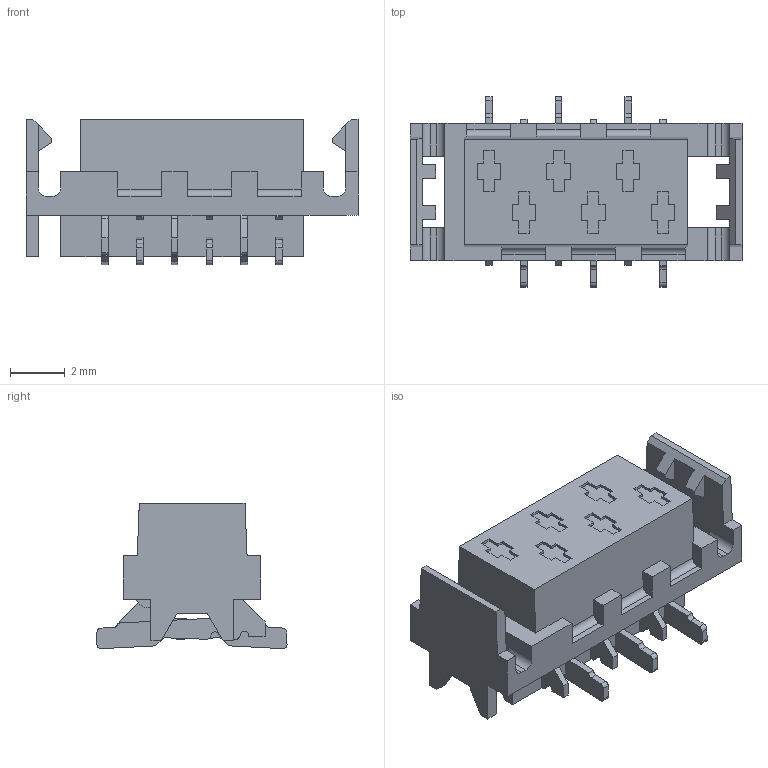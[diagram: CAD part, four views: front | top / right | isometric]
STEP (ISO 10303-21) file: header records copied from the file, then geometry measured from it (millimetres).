
FILE_DESCRIPTION(('STEP AP203'),'1');
FILE_NAME('7-338069-6.stp','2021-08-24T22:17:51',('TraceParts'),('TraceParts S.A.'),'Spatial InterOp 3D',' ',' ');
FILE_SCHEMA(('CONFIG_CONTROL_DESIGN'));
Length unit declared in the file: millimetre
Products named in the file (1): 1
Bounding box: 12.09 x 6.92 x 5.29 mm (x, y, z)
Volume: 179.4 mm3; surface area: 386.4 mm2
Topology: 1 solids, 1 shells, 407 faces, 1218 edges, 812 vertices
Faces by surface type: plane 321, cylinder 86
Entity records: 13660 total; most frequent: CARTESIAN_POINT 2438, ORIENTED_EDGE 2436, DIRECTION 2206, EDGE_CURVE 1218, LINE 1046, VECTOR 1046, VERTEX_POINT 812, AXIS2_PLACEMENT_3D 580
